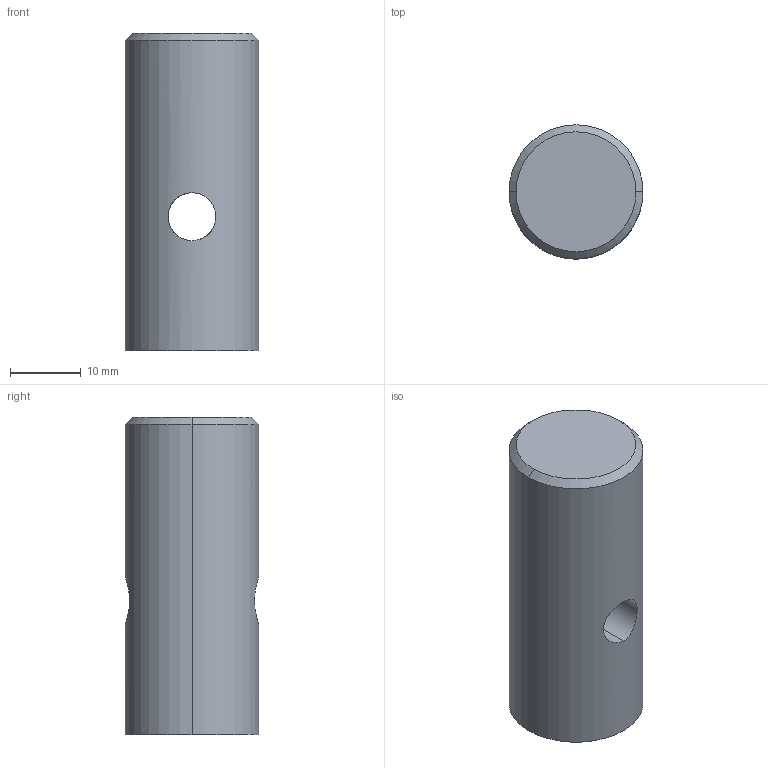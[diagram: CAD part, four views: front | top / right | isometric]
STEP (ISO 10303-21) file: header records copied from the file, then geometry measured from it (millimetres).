
FILE_DESCRIPTION (( 'STEP AP214' ), '1' );
FILE_NAME ('0015233.step', '2022-12-12T11:48:10', ( '' ), ( '' ), 'SwSTEP 2.0', 'SolidWorks 2020', '' );
FILE_SCHEMA (( 'AUTOMOTIVE_DESIGN' ));
Length unit declared in the file: millimetre
Products named in the file (1): 0015233
Bounding box: 19 x 19 x 45 mm (x, y, z)
Volume: 10156.4 mm3; surface area: 4318.2 mm2
Topology: 1 solids, 1 shells, 14 faces, 32 edges, 19 vertices
Faces by surface type: cylinder 8, cone 4, plane 2
Entity records: 748 total; most frequent: CARTESIAN_POINT 340, DIRECTION 62, ORIENTED_EDGE 60, EDGE_CURVE 30, AXIS2_PLACEMENT_3D 25, EDGE_LOOP 19, VERTEX_POINT 19, ADVANCED_FACE 14
